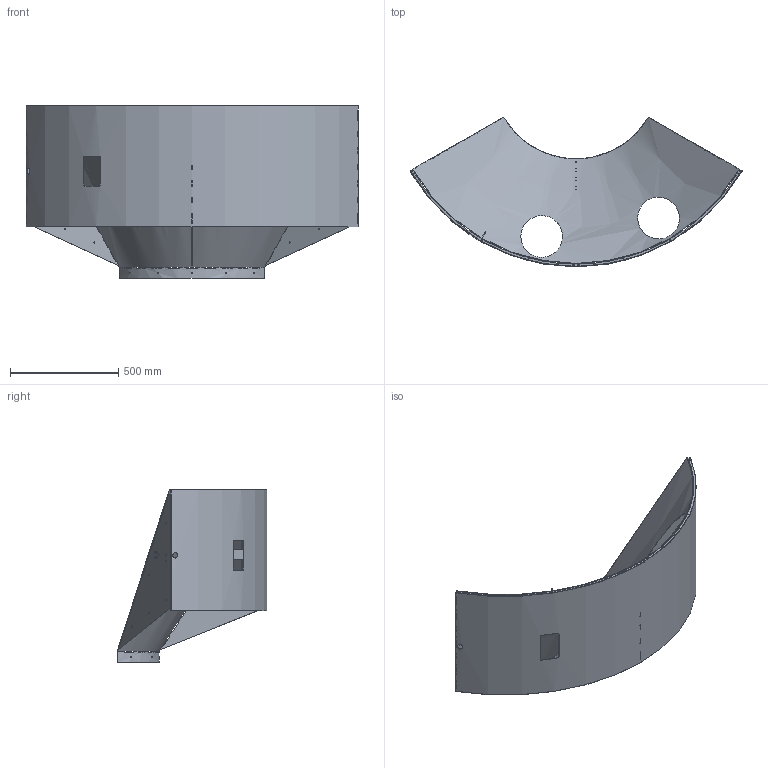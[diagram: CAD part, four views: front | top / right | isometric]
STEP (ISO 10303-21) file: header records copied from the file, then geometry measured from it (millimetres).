
FILE_DESCRIPTION (( 'STEP AP214' ), '1' );
FILE_NAME ('D1003188-v2.STEP', '2013-02-22T18:44:48', ( 'ligo' ), ( 'Microsoft' ), 'SwSTEP 2.0', 'SolidWorks 2013', '' );
FILE_SCHEMA (( 'AUTOMOTIVE_DESIGN' ));
Length unit declared in the file: inch
Products named in the file (7): D1002849 aLIGO_Manifold_Cryo_Baffle_Weldment_Brace; D1001073_aLIGO_Weld_Nut_Plate; D1000536_aLIGO_Manifold_Cryo_Baffle_Brace_Brkt; D0902621 aLIGO_Manifold_Cryo_Baffle_Bracket; D1000558 aLIGO_Manifold_Cryo_Baffle_Radial Segment Left_D1000558; D1003191 aLIGO_Manifold_Cryo_Baffle_Inner_Segment, ETMX H1, Left_default; D1003188-v2
Assembly tree (7 placements, depth 2):
  D1003188-v2
    D1003191 aLIGO_Manifold_Cryo_Baffle_Inner_Segment, ETMX H1, Left_default
    D1000558 aLIGO_Manifold_Cryo_Baffle_Radial Segment Left_D1000558
    D0902621 aLIGO_Manifold_Cryo_Baffle_Bracket  x2
    D1000536_aLIGO_Manifold_Cryo_Baffle_Brace_Brkt
    D1001073_aLIGO_Weld_Nut_Plate
    D1002849 aLIGO_Manifold_Cryo_Baffle_Weldment_Brace
Bounding box: 1533.11 x 692.37 x 797.42 mm (x, y, z)
Volume: 3555195.8 mm3; surface area: 5012142.6 mm2
Topology: 7 solids, 7 shells, 493 faces, 1481 edges, 984 vertices
Faces by surface type: cylinder 300, plane 186, bspline 4, cone 3
Entity records: 16232 total; most frequent: CARTESIAN_POINT 5090, ORIENTED_EDGE 2320, DIRECTION 2300, EDGE_CURVE 1160, AXIS2_PLACEMENT_3D 844, VERTEX_POINT 770, LINE 612, VECTOR 612
